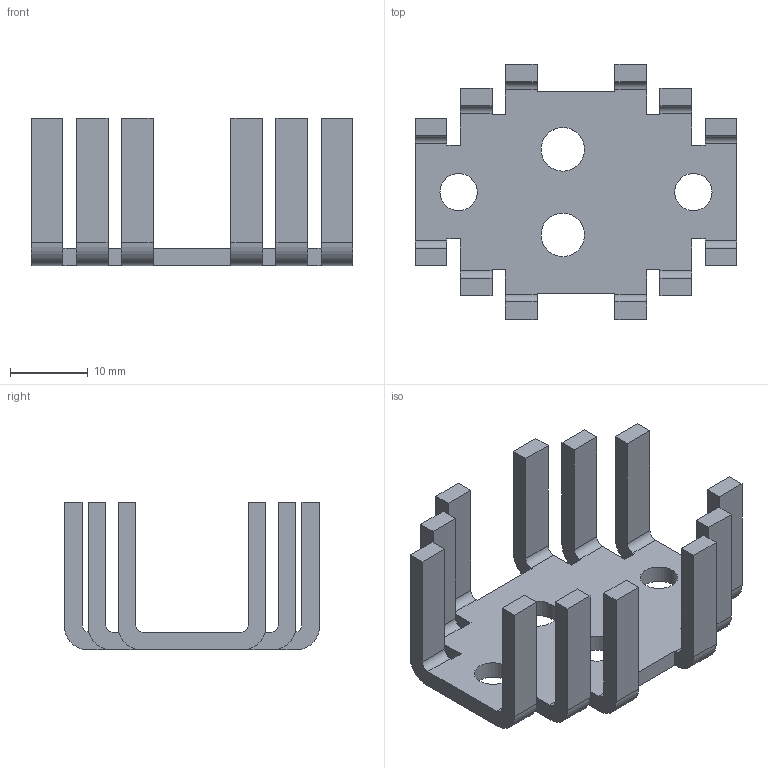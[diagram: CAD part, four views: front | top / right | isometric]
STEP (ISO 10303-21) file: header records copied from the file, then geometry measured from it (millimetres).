
FILE_DESCRIPTION(/* description */ (''),/* implementation_level */ '2;1');
FILE_NAME(/* name */ 'TO-3 Heatsink v5.step',/* time_stamp */ '2023-02-20T20:29:10+01:00',/* author */ (''),/* organization */ (''),/* preprocessor_version */ 'ST-DEVELOPER v19.2',/* originating_system */ 'Autodesk Translation Framework v11.17.0.187',/* authorisation */ '');
FILE_SCHEMA (('AUTOMOTIVE_DESIGN { 1 0 10303 214 3 1 1 }'));
Length unit declared in the file: millimetre
Products named in the file (1): TO-3 Heatsink
Bounding box: 41.4 x 32.8 x 19 mm (x, y, z)
Volume: 3855.6 mm3; surface area: 4916 mm2
Topology: 1 solids, 1 shells, 98 faces, 288 edges, 192 vertices
Faces by surface type: plane 70, cylinder 28
Full cylindrical faces by diameter (mm): 4.8 x2, 5.6 x2
Entity records: 3409 total; most frequent: CARTESIAN_POINT 579, ORIENTED_EDGE 576, DIRECTION 542, EDGE_CURVE 288, LINE 232, VECTOR 232, VERTEX_POINT 192, AXIS2_PLACEMENT_3D 155
